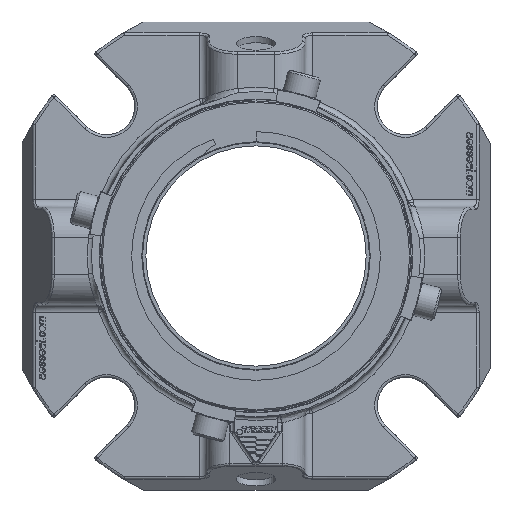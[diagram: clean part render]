
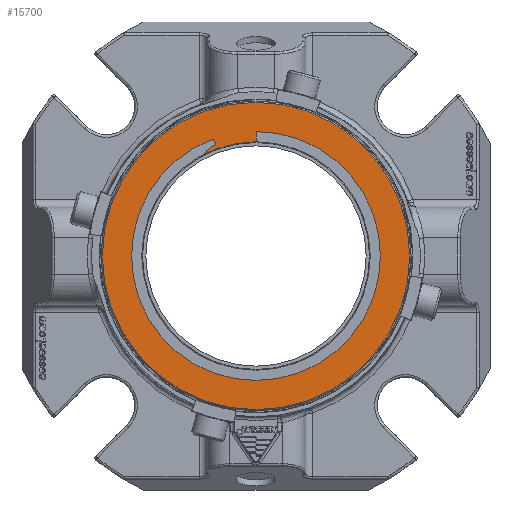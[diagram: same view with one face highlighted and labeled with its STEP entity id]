
A CAD part, left-side view. The second image highlights one B-rep face of the part: STEP entity #15700.
In plain terms, the highlighted planar face has unit normal (-1, 0, 0).
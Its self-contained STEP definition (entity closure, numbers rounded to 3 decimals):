
#929=LINE('',#22596,#1965);
#932=LINE('',#22604,#1968);
#1965=VECTOR('',#18361,1000.);
#1968=VECTOR('',#18370,1000.);
#3139=PLANE('',#16736);
#3469=ORIENTED_EDGE('',*,*,#8348,.F.);
#3470=ORIENTED_EDGE('',*,*,#8346,.F.);
#3471=ORIENTED_EDGE('',*,*,#8344,.T.);
#3472=ORIENTED_EDGE('',*,*,#8342,.T.);
#3473=ORIENTED_EDGE('',*,*,#8341,.T.);
#3474=ORIENTED_EDGE('',*,*,#8357,.T.);
#8341=EDGE_CURVE('',#10794,#10795,#12356,.F.);
#8342=EDGE_CURVE('',#10796,#10794,#12357,.T.);
#8344=EDGE_CURVE('',#10797,#10796,#929,.T.);
#8346=EDGE_CURVE('',#10797,#10798,#12358,.T.);
#8348=EDGE_CURVE('',#10798,#10795,#932,.T.);
#8357=EDGE_CURVE('',#10807,#10807,#12367,.T.);
#10794=VERTEX_POINT('',#22587);
#10795=VERTEX_POINT('',#22589);
#10796=VERTEX_POINT('',#22593);
#10797=VERTEX_POINT('',#22597);
#10798=VERTEX_POINT('',#22601);
#10807=VERTEX_POINT('',#22631);
#12356=CIRCLE('',#16713,43.65);
#12357=CIRCLE('',#16715,9.525);
#12358=CIRCLE('',#16718,48.425);
#12367=CIRCLE('',#16737,59.817);
#13161=EDGE_LOOP('',(#3469,#3470,#3471,#3472,#3473));
#13162=EDGE_LOOP('',(#3474));
#14277=FACE_BOUND('',#13161,.T.);
#14278=FACE_BOUND('',#13162,.T.);
#15700=ADVANCED_FACE('',(#14277,#14278),#3139,.T.);
#16713=AXIS2_PLACEMENT_3D('',#22590,#18352,#18353);
#16715=AXIS2_PLACEMENT_3D('',#22592,#18356,#18357);
#16718=AXIS2_PLACEMENT_3D('',#22600,#18365,#18366);
#16736=AXIS2_PLACEMENT_3D('',#22629,#18403,#18404);
#16737=AXIS2_PLACEMENT_3D('',#22630,#18405,#18406);
#18352=DIRECTION('',(-1.,0.,0.));
#18353=DIRECTION('',(0.,0.,1.));
#18356=DIRECTION('',(-1.,0.,0.));
#18357=DIRECTION('',(0.,0.,1.));
#18361=DIRECTION('',(0.,-0.342,-0.94));
#18365=DIRECTION('',(-1.,0.,0.));
#18366=DIRECTION('',(0.,0.,1.));
#18370=DIRECTION('',(0.,0.,-1.));
#18403=DIRECTION('',(-1.,0.,0.));
#18404=DIRECTION('',(0.,0.,1.));
#18405=DIRECTION('',(-1.,0.,0.));
#18406=DIRECTION('',(0.,0.,1.));
#22587=CARTESIAN_POINT('',(-103.505,21.203,38.154));
#22589=CARTESIAN_POINT('',(-103.505,0.,43.65));
#22590=CARTESIAN_POINT('',(-103.505,0.,0.));
#22592=CARTESIAN_POINT('',(-103.505,12.488,34.311));
#22593=CARTESIAN_POINT('',(-103.505,15.746,43.261));
#22596=CARTESIAN_POINT('',(-103.505,0.,0.));
#22597=CARTESIAN_POINT('',(-103.505,16.562,45.505));
#22600=CARTESIAN_POINT('',(-103.505,0.,0.));
#22601=CARTESIAN_POINT('',(-103.505,0.,48.425));
#22604=CARTESIAN_POINT('',(-103.505,0.,0.));
#22629=CARTESIAN_POINT('',(-103.505,0.,-60.325));
#22630=CARTESIAN_POINT('',(-103.505,0.,0.));
#22631=CARTESIAN_POINT('',(-103.505,0.,59.817));
